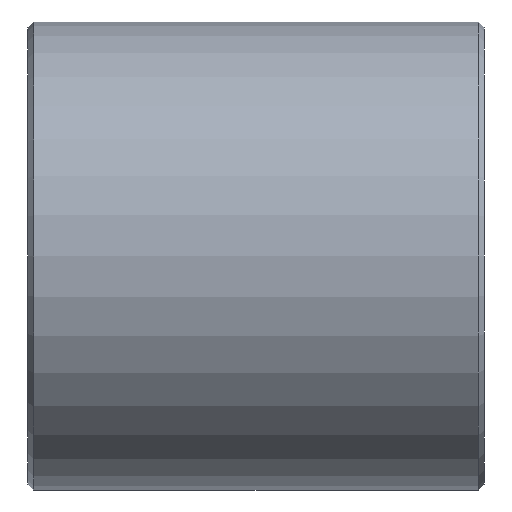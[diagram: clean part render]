
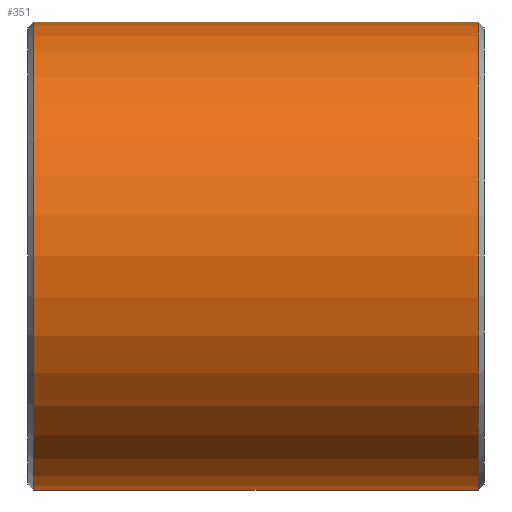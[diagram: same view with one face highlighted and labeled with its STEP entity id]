
A CAD part, left-side view. The second image highlights one B-rep face of the part: STEP entity #351.
In plain terms, the highlighted cylindrical face has radius 8 mm (diameter 16 mm), a partial arc.
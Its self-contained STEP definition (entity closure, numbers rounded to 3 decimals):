
#26 = DIRECTION ( 'NONE',  ( 0., 1., 0. ) ) ;
#35 = DIRECTION ( 'NONE',  ( 0., 0., 1. ) ) ;
#60 = CARTESIAN_POINT ( 'NONE',  ( 0., 15.6, 8. ) ) ;
#68 = CARTESIAN_POINT ( 'NONE',  ( 0., 0.2, 8. ) ) ;
#71 = VERTEX_POINT ( 'NONE', #108 ) ;
#84 = AXIS2_PLACEMENT_3D ( 'NONE', #151, #26, #143 ) ;
#87 = EDGE_LOOP ( 'NONE', ( #170, #147, #115, #442 ) ) ;
#102 = EDGE_CURVE ( 'NONE', #346, #71, #466, .T. ) ;
#108 = CARTESIAN_POINT ( 'NONE',  ( 0., 0.2, -8. ) ) ;
#115 = ORIENTED_EDGE ( 'NONE', *, *, #102, .T. ) ;
#117 = DIRECTION ( 'NONE',  ( 0., -1., 0. ) ) ;
#123 = VERTEX_POINT ( 'NONE', #214 ) ;
#143 = DIRECTION ( 'NONE',  ( 0., 0., 1. ) ) ;
#147 = ORIENTED_EDGE ( 'NONE', *, *, #497, .T. ) ;
#151 = CARTESIAN_POINT ( 'NONE',  ( 0., 0.2, 0. ) ) ;
#165 = FACE_OUTER_BOUND ( 'NONE', #87, .T. ) ;
#170 = ORIENTED_EDGE ( 'NONE', *, *, #291, .F. ) ;
#174 = DIRECTION ( 'NONE',  ( 0., -1., 0. ) ) ;
#182 = CARTESIAN_POINT ( 'NONE',  ( 0., 15.6, 0. ) ) ;
#214 = CARTESIAN_POINT ( 'NONE',  ( 0., 15.4, 8. ) ) ;
#242 = CIRCLE ( 'NONE', #397, 8. ) ;
#281 = DIRECTION ( 'NONE',  ( 0., -1., 0. ) ) ;
#282 = CARTESIAN_POINT ( 'NONE',  ( 0., 15.4, 0. ) ) ;
#291 = EDGE_CURVE ( 'NONE', #123, #387, #303, .T. ) ;
#296 = VECTOR ( 'NONE', #174, 1000. ) ;
#303 = LINE ( 'NONE', #60, #296 ) ;
#316 = AXIS2_PLACEMENT_3D ( 'NONE', #182, #490, #444 ) ;
#323 = CARTESIAN_POINT ( 'NONE',  ( 0., 15.4, -8. ) ) ;
#346 = VERTEX_POINT ( 'NONE', #323 ) ;
#351 = ADVANCED_FACE ( 'NONE', ( #165 ), #493, .T. ) ;
#363 = EDGE_CURVE ( 'NONE', #71, #387, #453, .T. ) ;
#370 = CARTESIAN_POINT ( 'NONE',  ( 0., 15.6, -8. ) ) ;
#387 = VERTEX_POINT ( 'NONE', #68 ) ;
#397 = AXIS2_PLACEMENT_3D ( 'NONE', #282, #281, #35 ) ;
#442 = ORIENTED_EDGE ( 'NONE', *, *, #363, .T. ) ;
#444 = DIRECTION ( 'NONE',  ( 0., 0., -1. ) ) ;
#447 = VECTOR ( 'NONE', #117, 1000. ) ;
#453 = CIRCLE ( 'NONE', #84, 8. ) ;
#466 = LINE ( 'NONE', #370, #447 ) ;
#490 = DIRECTION ( 'NONE',  ( 0., -1., 0. ) ) ;
#493 = CYLINDRICAL_SURFACE ( 'NONE', #316, 8. ) ;
#497 = EDGE_CURVE ( 'NONE', #123, #346, #242, .T. ) ;
